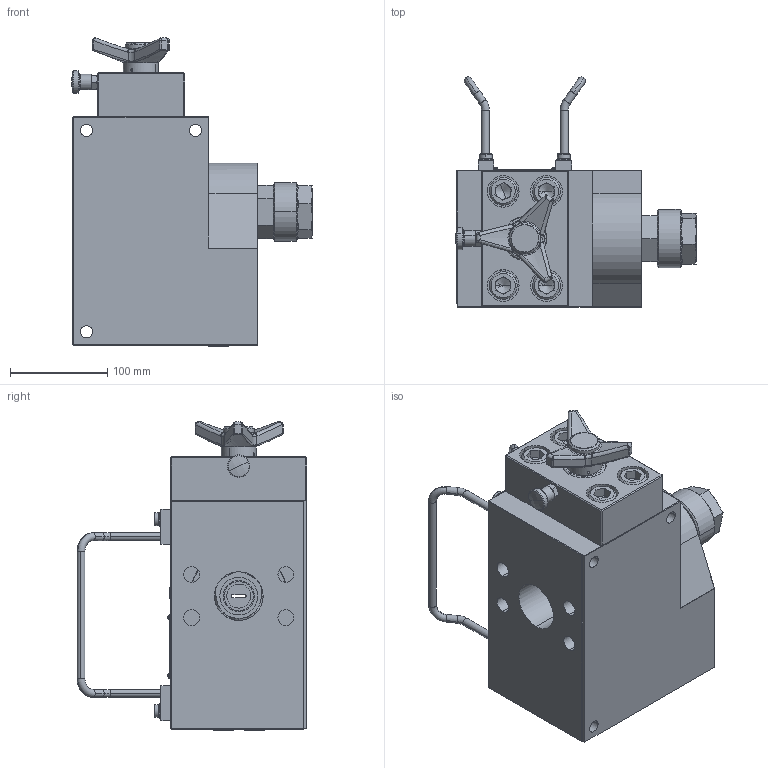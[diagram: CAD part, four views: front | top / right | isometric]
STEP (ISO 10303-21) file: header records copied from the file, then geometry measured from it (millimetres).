
FILE_DESCRIPTION (( 'STEP AP214' ), '1' );
FILE_NAME ('FT9797.STEP', '2025-02-20T10:47:04', ( '' ), ( '' ), 'SwSTEP 2.0', 'SolidWorks 2023', '' );
FILE_SCHEMA (( 'AUTOMOTIVE_DESIGN' ));
Length unit declared in the file: millimetre
Products named in the file (1): FT9797
Bounding box: 246.89 x 236.12 x 316.55 mm (x, y, z)
Surface area: 378475.3 mm2 (no closed solid volume)
Topology: 0 solids, 33 shells, 662 faces, 1910 edges, 1233 vertices
Faces by surface type: plane 271, cylinder 166, cone 113, bspline 64, torus 42, sphere 6
Entity records: 32273 total; most frequent: CARTESIAN_POINT 8252, DIRECTION 3475, ORIENTED_EDGE 3220, EDGE_CURVE 1896, AXIS2_PLACEMENT_3D 1275, VERTEX_POINT 1233, LINE 925, VECTOR 925
